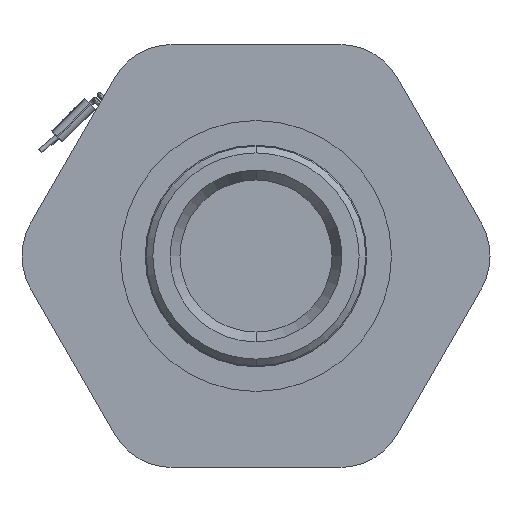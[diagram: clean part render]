
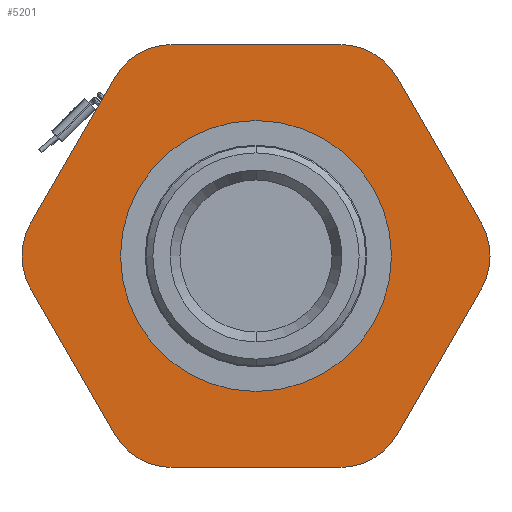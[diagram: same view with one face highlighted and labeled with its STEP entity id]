
A CAD part, front view. The second image highlights one B-rep face of the part: STEP entity #5201.
In plain terms, the highlighted planar face has unit normal (0, -1, 0).
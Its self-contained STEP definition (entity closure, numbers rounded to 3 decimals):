
#115 = ORIENTED_EDGE ( 'NONE', *, *, #5585, .F. ) ;
#131 = ORIENTED_EDGE ( 'NONE', *, *, #12881, .F. ) ;
#830 = CARTESIAN_POINT ( 'NONE',  ( 12.702, -7., -22. ) ) ;
#945 = AXIS2_PLACEMENT_3D ( 'NONE', #830, #7051, #10183 ) ;
#1020 = CARTESIAN_POINT ( 'NONE',  ( 34.064, -7., -5. ) ) ;
#1054 = FACE_OUTER_BOUND ( 'NONE', #1637, .T. ) ;
#1152 = DIRECTION ( 'NONE',  ( 0., 0., -1. ) ) ;
#1299 = DIRECTION ( 'NONE',  ( 0., 0., -1. ) ) ;
#1497 = EDGE_CURVE ( 'NONE', #11053, #3255, #12653, .T. ) ;
#1620 = DIRECTION ( 'NONE',  ( 0., 0., -1. ) ) ;
#1637 = EDGE_LOOP ( 'NONE', ( #7495, #3595, #1816, #11338, #3202, #3568, #12723, #1729, #10957, #3520, #5181, #8722 ) ) ;
#1729 = ORIENTED_EDGE ( 'NONE', *, *, #3138, .T. ) ;
#1734 = CARTESIAN_POINT ( 'NONE',  ( -12.702, -7., -22. ) ) ;
#1816 = ORIENTED_EDGE ( 'NONE', *, *, #3843, .F. ) ;
#1909 = EDGE_CURVE ( 'NONE', #4184, #3894, #2933, .T. ) ;
#2003 = CIRCLE ( 'NONE', #3941, 20.5 ) ;
#2068 = DIRECTION ( 'NONE',  ( -0.5, 0., -0.866 ) ) ;
#2114 = VERTEX_POINT ( 'NONE', #6085 ) ;
#2452 = DIRECTION ( 'NONE',  ( 0., -1., 0. ) ) ;
#2495 = VECTOR ( 'NONE', #11355, 1000. ) ;
#2905 = CIRCLE ( 'NONE', #5056, 10. ) ;
#2933 = LINE ( 'NONE', #4903, #12309 ) ;
#2991 = CARTESIAN_POINT ( 'NONE',  ( -22.588, -7., 24.877 ) ) ;
#3138 = EDGE_CURVE ( 'NONE', #6821, #10758, #11459, .T. ) ;
#3202 = ORIENTED_EDGE ( 'NONE', *, *, #9313, .F. ) ;
#3255 = VERTEX_POINT ( 'NONE', #7540 ) ;
#3287 = CIRCLE ( 'NONE', #9688, 20.5 ) ;
#3401 = CARTESIAN_POINT ( 'NONE',  ( -12.702, -7., 22. ) ) ;
#3520 = ORIENTED_EDGE ( 'NONE', *, *, #4018, .T. ) ;
#3568 = ORIENTED_EDGE ( 'NONE', *, *, #6975, .T. ) ;
#3569 = VECTOR ( 'NONE', #2068, 1000. ) ;
#3595 = ORIENTED_EDGE ( 'NONE', *, *, #8858, .T. ) ;
#3775 = CARTESIAN_POINT ( 'NONE',  ( 34.064, -7., 5. ) ) ;
#3843 = EDGE_CURVE ( 'NONE', #11053, #11064, #13205, .T. ) ;
#3860 = CARTESIAN_POINT ( 'NONE',  ( 0., -7., 20.5 ) ) ;
#3894 = VERTEX_POINT ( 'NONE', #11620 ) ;
#3941 = AXIS2_PLACEMENT_3D ( 'NONE', #10901, #4660, #11972 ) ;
#4018 = EDGE_CURVE ( 'NONE', #12026, #3894, #7666, .T. ) ;
#4184 = VERTEX_POINT ( 'NONE', #4944 ) ;
#4190 = LINE ( 'NONE', #10910, #8293 ) ;
#4660 = DIRECTION ( 'NONE',  ( 0., -1., 0. ) ) ;
#4713 = DIRECTION ( 'NONE',  ( 1., 0., 0. ) ) ;
#4863 = VERTEX_POINT ( 'NONE', #12640 ) ;
#4876 = EDGE_CURVE ( 'NONE', #12026, #10758, #12687, .T. ) ;
#4903 = CARTESIAN_POINT ( 'NONE',  ( 20.5, -7., 32. ) ) ;
#4944 = CARTESIAN_POINT ( 'NONE',  ( -12.702, -7., 32. ) ) ;
#4952 = CARTESIAN_POINT ( 'NONE',  ( -21.362, -7., 27. ) ) ;
#5012 = PLANE ( 'NONE',  #8975 ) ;
#5056 = AXIS2_PLACEMENT_3D ( 'NONE', #3401, #2452, #10872 ) ;
#5181 = ORIENTED_EDGE ( 'NONE', *, *, #1909, .F. ) ;
#5201 = ADVANCED_FACE ( 'NONE', ( #1054, #8076 ), #5012, .T. ) ;
#5585 = EDGE_CURVE ( 'NONE', #11191, #10708, #3287, .T. ) ;
#6085 = CARTESIAN_POINT ( 'NONE',  ( -34.064, -7., 5. ) ) ;
#6144 = CARTESIAN_POINT ( 'NONE',  ( 20.5, -7., 0. ) ) ;
#6349 = EDGE_CURVE ( 'NONE', #4184, #8260, #2905, .T. ) ;
#6391 = CARTESIAN_POINT ( 'NONE',  ( 25.403, -7., 0. ) ) ;
#6821 = VERTEX_POINT ( 'NONE', #1020 ) ;
#6975 = EDGE_CURVE ( 'NONE', #4863, #8769, #8794, .T. ) ;
#7051 = DIRECTION ( 'NONE',  ( 0., -1., 0. ) ) ;
#7059 = CIRCLE ( 'NONE', #11950, 10. ) ;
#7205 = DIRECTION ( 'NONE',  ( 0., 0., -1. ) ) ;
#7390 = CARTESIAN_POINT ( 'NONE',  ( 21.362, -7., -27. ) ) ;
#7495 = ORIENTED_EDGE ( 'NONE', *, *, #7684, .F. ) ;
#7540 = CARTESIAN_POINT ( 'NONE',  ( -12.702, -7., -32. ) ) ;
#7573 = DIRECTION ( 'NONE',  ( 0., -1., 0. ) ) ;
#7666 = CIRCLE ( 'NONE', #12718, 10. ) ;
#7684 = EDGE_CURVE ( 'NONE', #2114, #8260, #8269, .T. ) ;
#8076 = FACE_BOUND ( 'NONE', #12992, .T. ) ;
#8260 = VERTEX_POINT ( 'NONE', #4952 ) ;
#8269 = LINE ( 'NONE', #2991, #2495 ) ;
#8293 = VECTOR ( 'NONE', #12019, 1000. ) ;
#8367 = AXIS2_PLACEMENT_3D ( 'NONE', #1734, #10107, #13086 ) ;
#8420 = DIRECTION ( 'NONE',  ( -0.5, 0., 0.866 ) ) ;
#8527 = LINE ( 'NONE', #10483, #3569 ) ;
#8604 = CARTESIAN_POINT ( 'NONE',  ( 0., -7., 0. ) ) ;
#8679 = CARTESIAN_POINT ( 'NONE',  ( -25.403, -7., 0. ) ) ;
#8722 = ORIENTED_EDGE ( 'NONE', *, *, #6349, .T. ) ;
#8769 = VERTEX_POINT ( 'NONE', #7390 ) ;
#8780 = DIRECTION ( 'NONE',  ( 0., -1., 0. ) ) ;
#8794 = CIRCLE ( 'NONE', #945, 10. ) ;
#8801 = EDGE_CURVE ( 'NONE', #6821, #8769, #8527, .T. ) ;
#8858 = EDGE_CURVE ( 'NONE', #2114, #11064, #7059, .T. ) ;
#8975 = AXIS2_PLACEMENT_3D ( 'NONE', #6144, #13417, #7205 ) ;
#9313 = EDGE_CURVE ( 'NONE', #4863, #3255, #4190, .T. ) ;
#9688 = AXIS2_PLACEMENT_3D ( 'NONE', #8604, #12808, #1299 ) ;
#9697 = DIRECTION ( 'NONE',  ( 0., 0., -1. ) ) ;
#10107 = DIRECTION ( 'NONE',  ( 0., -1., 0. ) ) ;
#10183 = DIRECTION ( 'NONE',  ( 0., 0., -1. ) ) ;
#10456 = CARTESIAN_POINT ( 'NONE',  ( -22.588, -7., -24.877 ) ) ;
#10483 = CARTESIAN_POINT ( 'NONE',  ( 32.838, -7., -7.123 ) ) ;
#10708 = VERTEX_POINT ( 'NONE', #13176 ) ;
#10758 = VERTEX_POINT ( 'NONE', #3775 ) ;
#10872 = DIRECTION ( 'NONE',  ( 0., 0., -1. ) ) ;
#10901 = CARTESIAN_POINT ( 'NONE',  ( 0., -7., 0. ) ) ;
#10910 = CARTESIAN_POINT ( 'NONE',  ( 20.5, -7., -32. ) ) ;
#10957 = ORIENTED_EDGE ( 'NONE', *, *, #4876, .F. ) ;
#11053 = VERTEX_POINT ( 'NONE', #12671 ) ;
#11064 = VERTEX_POINT ( 'NONE', #12806 ) ;
#11191 = VERTEX_POINT ( 'NONE', #3860 ) ;
#11338 = ORIENTED_EDGE ( 'NONE', *, *, #1497, .T. ) ;
#11355 = DIRECTION ( 'NONE',  ( 0.5, 0., 0.866 ) ) ;
#11459 = CIRCLE ( 'NONE', #12697, 10. ) ;
#11620 = CARTESIAN_POINT ( 'NONE',  ( 12.702, -7., 32. ) ) ;
#11735 = CARTESIAN_POINT ( 'NONE',  ( 32.838, -7., 7.123 ) ) ;
#11785 = DIRECTION ( 'NONE',  ( 0.5, 0., -0.866 ) ) ;
#11950 = AXIS2_PLACEMENT_3D ( 'NONE', #8679, #7573, #9697 ) ;
#11972 = DIRECTION ( 'NONE',  ( 0., 0., -1. ) ) ;
#12019 = DIRECTION ( 'NONE',  ( -1., 0., 0. ) ) ;
#12026 = VERTEX_POINT ( 'NONE', #12538 ) ;
#12058 = VECTOR ( 'NONE', #8420, 1000. ) ;
#12060 = CARTESIAN_POINT ( 'NONE',  ( 12.702, -7., 22. ) ) ;
#12309 = VECTOR ( 'NONE', #4713, 1000. ) ;
#12359 = VECTOR ( 'NONE', #11785, 1000. ) ;
#12538 = CARTESIAN_POINT ( 'NONE',  ( 21.362, -7., 27. ) ) ;
#12640 = CARTESIAN_POINT ( 'NONE',  ( 12.702, -7., -32. ) ) ;
#12653 = CIRCLE ( 'NONE', #8367, 10. ) ;
#12671 = CARTESIAN_POINT ( 'NONE',  ( -21.362, -7., -27. ) ) ;
#12687 = LINE ( 'NONE', #11735, #12359 ) ;
#12697 = AXIS2_PLACEMENT_3D ( 'NONE', #6391, #12709, #1152 ) ;
#12709 = DIRECTION ( 'NONE',  ( 0., -1., 0. ) ) ;
#12718 = AXIS2_PLACEMENT_3D ( 'NONE', #12060, #8780, #1620 ) ;
#12723 = ORIENTED_EDGE ( 'NONE', *, *, #8801, .F. ) ;
#12806 = CARTESIAN_POINT ( 'NONE',  ( -34.064, -7., -5. ) ) ;
#12808 = DIRECTION ( 'NONE',  ( 0., -1., 0. ) ) ;
#12881 = EDGE_CURVE ( 'NONE', #10708, #11191, #2003, .T. ) ;
#12992 = EDGE_LOOP ( 'NONE', ( #131, #115 ) ) ;
#13086 = DIRECTION ( 'NONE',  ( 0., 0., -1. ) ) ;
#13176 = CARTESIAN_POINT ( 'NONE',  ( 0., -7., -20.5 ) ) ;
#13205 = LINE ( 'NONE', #10456, #12058 ) ;
#13417 = DIRECTION ( 'NONE',  ( 0., -1., 0. ) ) ;
